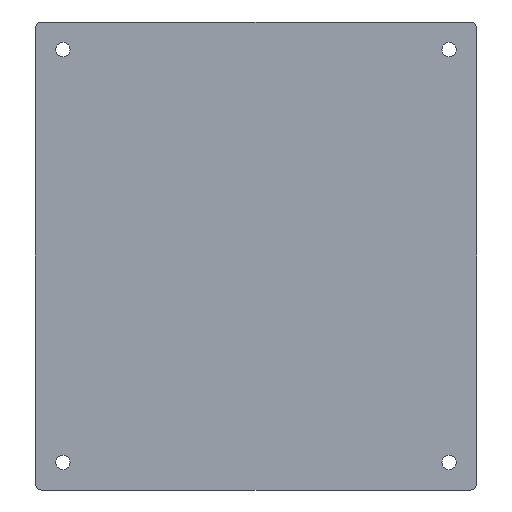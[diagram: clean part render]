
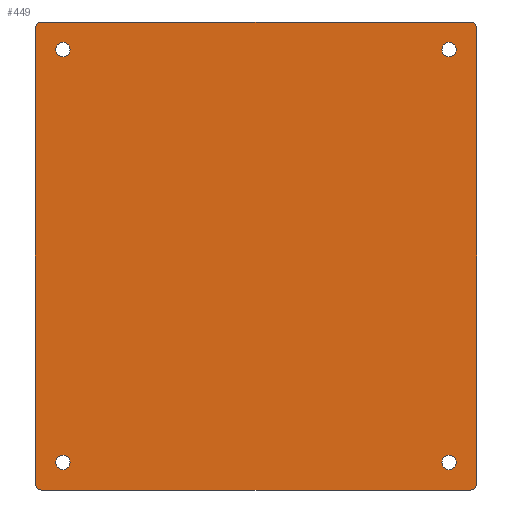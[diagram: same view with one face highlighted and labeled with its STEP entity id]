
A CAD part, front view. The second image highlights one B-rep face of the part: STEP entity #449.
In plain terms, the highlighted planar face has unit normal (0, -1, 0).
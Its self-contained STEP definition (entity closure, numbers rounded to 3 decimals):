
#449=ADVANCED_FACE('',(#886,#887,#888,#889,#890),#891,.T.);
#886=FACE_OUTER_BOUND('',#1306,.T.);
#887=FACE_BOUND('',#1307,.T.);
#888=FACE_BOUND('',#1308,.T.);
#889=FACE_BOUND('',#1309,.T.);
#890=FACE_BOUND('',#1310,.T.);
#891=PLANE('',#1311);
#1306=EDGE_LOOP('',(#2399,#2400,#2401,#2402,#2403,#2404,#2405,#2406));
#1307=EDGE_LOOP('',(#2407,#2408));
#1308=EDGE_LOOP('',(#2409,#2410));
#1309=EDGE_LOOP('',(#2411,#2412));
#1310=EDGE_LOOP('',(#2413,#2414));
#1311=AXIS2_PLACEMENT_3D('',#2415,#2416,#2417);
#2399=ORIENTED_EDGE('',*,*,#2757,.T.);
#2400=ORIENTED_EDGE('',*,*,#2769,.T.);
#2401=ORIENTED_EDGE('',*,*,#2789,.T.);
#2402=ORIENTED_EDGE('',*,*,#2863,.T.);
#2403=ORIENTED_EDGE('',*,*,#2785,.T.);
#2404=ORIENTED_EDGE('',*,*,#2792,.T.);
#2405=ORIENTED_EDGE('',*,*,#2762,.T.);
#2406=ORIENTED_EDGE('',*,*,#2864,.T.);
#2407=ORIENTED_EDGE('',*,*,#2724,.F.);
#2408=ORIENTED_EDGE('',*,*,#2719,.F.);
#2409=ORIENTED_EDGE('',*,*,#2733,.F.);
#2410=ORIENTED_EDGE('',*,*,#2709,.F.);
#2411=ORIENTED_EDGE('',*,*,#2742,.F.);
#2412=ORIENTED_EDGE('',*,*,#2699,.F.);
#2413=ORIENTED_EDGE('',*,*,#2751,.F.);
#2414=ORIENTED_EDGE('',*,*,#2689,.F.);
#2415=CARTESIAN_POINT('',(100.0,0.0,106.0));
#2416=DIRECTION('',(0.0,-1.0,0.0));
#2417=DIRECTION('',(0.0,0.0,-1.0));
#2689=EDGE_CURVE('',#3247,#3243,#3249,.T.);
#2699=EDGE_CURVE('',#3265,#3261,#3267,.T.);
#2709=EDGE_CURVE('',#3283,#3279,#3285,.T.);
#2719=EDGE_CURVE('',#3301,#3297,#3303,.T.);
#2724=EDGE_CURVE('',#3297,#3301,#3308,.T.);
#2733=EDGE_CURVE('',#3279,#3283,#3317,.T.);
#2742=EDGE_CURVE('',#3261,#3265,#3326,.T.);
#2751=EDGE_CURVE('',#3243,#3247,#3335,.T.);
#2757=EDGE_CURVE('',#3341,#3342,#3343,.T.);
#2762=EDGE_CURVE('',#3350,#3351,#3352,.T.);
#2769=EDGE_CURVE('',#3342,#3361,#3363,.T.);
#2785=EDGE_CURVE('',#3390,#3391,#3392,.T.);
#2789=EDGE_CURVE('',#3361,#3396,#3397,.T.);
#2792=EDGE_CURVE('',#3391,#3350,#3400,.T.);
#2863=EDGE_CURVE('',#3396,#3390,#3487,.T.);
#2864=EDGE_CURVE('',#3351,#3341,#3488,.T.);
#3243=VERTEX_POINT('',#3941);
#3247=VERTEX_POINT('',#3946);
#3249=CIRCLE('',#3949,3.25);
#3261=VERTEX_POINT('',#3963);
#3265=VERTEX_POINT('',#3968);
#3267=CIRCLE('',#3971,3.25);
#3279=VERTEX_POINT('',#3985);
#3283=VERTEX_POINT('',#3990);
#3285=CIRCLE('',#3993,3.25);
#3297=VERTEX_POINT('',#4007);
#3301=VERTEX_POINT('',#4012);
#3303=CIRCLE('',#4015,3.25);
#3308=CIRCLE('',#4020,3.25);
#3317=CIRCLE('',#4029,3.25);
#3326=CIRCLE('',#4038,3.25);
#3335=CIRCLE('',#4047,3.25);
#3341=VERTEX_POINT('',#4053);
#3342=VERTEX_POINT('',#4054);
#3343=CIRCLE('',#4055,3.);
#3350=VERTEX_POINT('',#4064);
#3351=VERTEX_POINT('',#4065);
#3352=CIRCLE('',#4066,3.);
#3361=VERTEX_POINT('',#4078);
#3363=LINE('',#4081,#4082);
#3390=VERTEX_POINT('',#4116);
#3391=VERTEX_POINT('',#4117);
#3392=CIRCLE('',#4118,3.);
#3396=VERTEX_POINT('',#4124);
#3397=CIRCLE('',#4125,3.);
#3400=LINE('',#4129,#4130);
#3487=LINE('',#4237,#4238);
#3488=LINE('',#4239,#4240);
#3941=CARTESIAN_POINT('',(15.75,0.0,12.5));
#3946=CARTESIAN_POINT('',(9.25,0.0,12.5));
#3949=AXIS2_PLACEMENT_3D('',#4641,#4642,#4643);
#3963=CARTESIAN_POINT('',(15.75,0.0,199.5));
#3968=CARTESIAN_POINT('',(9.25,0.0,199.5));
#3971=AXIS2_PLACEMENT_3D('',#4657,#4658,#4659);
#3985=CARTESIAN_POINT('',(190.75,0.0,12.5));
#3990=CARTESIAN_POINT('',(184.25,0.0,12.5));
#3993=AXIS2_PLACEMENT_3D('',#4673,#4674,#4675);
#4007=CARTESIAN_POINT('',(190.75,0.0,199.5));
#4012=CARTESIAN_POINT('',(184.25,0.0,199.5));
#4015=AXIS2_PLACEMENT_3D('',#4689,#4690,#4691);
#4020=AXIS2_PLACEMENT_3D('',#4698,#4699,#4700);
#4029=AXIS2_PLACEMENT_3D('',#4713,#4714,#4715);
#4038=AXIS2_PLACEMENT_3D('',#4728,#4729,#4730);
#4047=AXIS2_PLACEMENT_3D('',#4743,#4744,#4745);
#4053=CARTESIAN_POINT('',(3.0,0.0,212.0));
#4054=CARTESIAN_POINT('',(0.0,0.0,209.0));
#4055=AXIS2_PLACEMENT_3D('',#4752,#4753,#4754);
#4064=CARTESIAN_POINT('',(200.0,0.0,209.0));
#4065=CARTESIAN_POINT('',(197.0,0.0,212.0));
#4066=AXIS2_PLACEMENT_3D('',#4760,#4761,#4762);
#4078=CARTESIAN_POINT('',(0.0,0.0,3.0));
#4081=CARTESIAN_POINT('',(0.0,0.0,106.0));
#4082=VECTOR('',#4770,1.0);
#4116=CARTESIAN_POINT('',(197.0,0.0,0.0));
#4117=CARTESIAN_POINT('',(200.0,0.0,3.0));
#4118=AXIS2_PLACEMENT_3D('',#4796,#4797,#4798);
#4124=CARTESIAN_POINT('',(3.0,0.0,0.));
#4125=AXIS2_PLACEMENT_3D('',#4801,#4802,#4803);
#4129=CARTESIAN_POINT('',(200.0,0.0,106.0));
#4130=VECTOR('',#4805,1.0);
#4237=CARTESIAN_POINT('',(100.0,0.0,0.0));
#4238=VECTOR('',#4898,1.0);
#4239=CARTESIAN_POINT('',(100.0,0.0,212.0));
#4240=VECTOR('',#4899,1.0);
#4641=CARTESIAN_POINT('',(12.5,0.0,12.5));
#4642=DIRECTION('',(0.0,-1.0,0.0));
#4643=DIRECTION('',(1.0,0.0,0.0));
#4657=CARTESIAN_POINT('',(12.5,0.0,199.5));
#4658=DIRECTION('',(0.0,-1.0,0.0));
#4659=DIRECTION('',(1.0,0.0,0.0));
#4673=CARTESIAN_POINT('',(187.5,0.0,12.5));
#4674=DIRECTION('',(0.0,-1.0,0.0));
#4675=DIRECTION('',(1.0,0.0,0.0));
#4689=CARTESIAN_POINT('',(187.5,0.0,199.5));
#4690=DIRECTION('',(0.0,-1.0,0.0));
#4691=DIRECTION('',(1.0,0.0,0.0));
#4698=CARTESIAN_POINT('',(187.5,0.0,199.5));
#4699=DIRECTION('',(0.0,-1.0,0.0));
#4700=DIRECTION('',(1.0,0.0,0.0));
#4713=CARTESIAN_POINT('',(187.5,0.0,12.5));
#4714=DIRECTION('',(0.0,-1.0,0.0));
#4715=DIRECTION('',(1.0,0.0,0.0));
#4728=CARTESIAN_POINT('',(12.5,0.0,199.5));
#4729=DIRECTION('',(0.0,-1.0,0.0));
#4730=DIRECTION('',(1.0,0.0,0.0));
#4743=CARTESIAN_POINT('',(12.5,0.0,12.5));
#4744=DIRECTION('',(0.0,-1.0,0.0));
#4745=DIRECTION('',(1.0,0.0,0.0));
#4752=CARTESIAN_POINT('',(3.0,0.0,209.0));
#4753=DIRECTION('',(0.0,-1.0,0.0));
#4754=DIRECTION('',(0.0,0.0,1.0));
#4760=CARTESIAN_POINT('',(197.0,0.0,209.0));
#4761=DIRECTION('',(0.0,-1.0,0.0));
#4762=DIRECTION('',(1.0,0.0,0.));
#4770=DIRECTION('',(0.0,0.0,-1.0));
#4796=CARTESIAN_POINT('',(197.0,0.0,3.));
#4797=DIRECTION('',(0.0,-1.0,0.0));
#4798=DIRECTION('',(0.0,0.0,-1.0));
#4801=CARTESIAN_POINT('',(3.,0.0,3.));
#4802=DIRECTION('',(0.0,-1.0,-0.0));
#4803=DIRECTION('',(-1.0,0.0,0.));
#4805=DIRECTION('',(0.0,0.0,1.0));
#4898=DIRECTION('',(1.0,0.0,0.0));
#4899=DIRECTION('',(-1.0,0.0,0.0));
